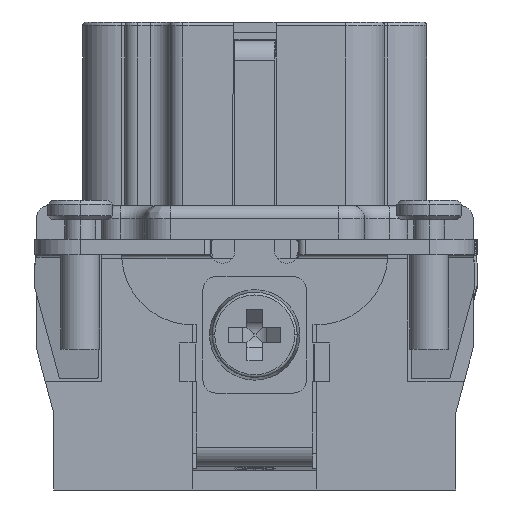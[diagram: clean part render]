
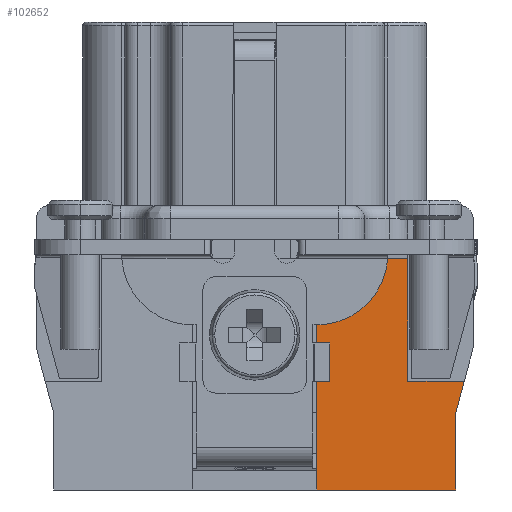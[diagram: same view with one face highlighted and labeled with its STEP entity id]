
A CAD part, front view. The second image highlights one B-rep face of the part: STEP entity #102652.
In plain terms, the highlighted planar face has unit normal (0, -1, 0).
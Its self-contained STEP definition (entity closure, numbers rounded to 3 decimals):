
#377=DIRECTION('',(-1.,0.,0.));
#378=VECTOR('',#377,10.76);
#379=CARTESIAN_POINT('',(15.56,-31.75,-20.6));
#380=LINE('',#379,#378);
#10853=DIRECTION('',(0.,0.,-1.));
#10854=VECTOR('',#10853,17.75);
#10855=CARTESIAN_POINT('',(4.8,-31.75,-2.85));
#10856=LINE('',#10855,#10854);
#10869=DIRECTION('',(0.,0.,-1.));
#10870=VECTOR('',#10869,6.);
#10871=CARTESIAN_POINT('',(15.56,-31.75,-14.6));
#10872=LINE('',#10871,#10870);
#10873=DIRECTION('',(0.,0.,-1.));
#10874=VECTOR('',#10873,9.5);
#10875=CARTESIAN_POINT('',(11.85,-31.75,-2.7));
#10876=LINE('',#10875,#10874);
#10877=DIRECTION('',(1.,0.,0.));
#10878=VECTOR('',#10877,4.353);
#10879=CARTESIAN_POINT('',(11.85,-31.75,-12.2));
#10880=LINE('',#10879,#10878);
#10909=DIRECTION('',(0.259,0.,0.966));
#10910=VECTOR('',#10909,2.485);
#10911=CARTESIAN_POINT('',(15.56,-31.75,-14.6));
#10912=LINE('',#10911,#10910);
#28453=DIRECTION('',(-1.,0.,0.));
#28454=VECTOR('',#28453,7.2);
#28455=CARTESIAN_POINT('',(11.85,-31.75,-2.7));
#28456=LINE('',#28455,#28454);
#28585=CARTESIAN_POINT('',(4.65,-31.75,-2.7));
#28587=DIRECTION('',(0.707,0.,-0.707));
#28588=VECTOR('',#28587,0.212);
#28589=CARTESIAN_POINT('',(4.65,-31.75,-2.7));
#28590=LINE('',#28589,#28588);
#72198=CARTESIAN_POINT('',(4.8,-31.75,-2.85));
#72200=VERTEX_POINT('',#72198);
#72215=VERTEX_POINT('',#28585);
#73500=CARTESIAN_POINT('',(11.85,-31.75,-2.7));
#73502=VERTEX_POINT('',#73500);
#73518=CARTESIAN_POINT('',(11.85,-31.75,-12.2));
#73519=VERTEX_POINT('',#73518);
#73552=CARTESIAN_POINT('',(16.203,-31.75,-12.2));
#73553=VERTEX_POINT('',#73552);
#73996=CARTESIAN_POINT('',(15.56,-31.75,-20.6));
#73997=VERTEX_POINT('',#73996);
#73998=CARTESIAN_POINT('',(4.8,-31.75,-20.6));
#73999=VERTEX_POINT('',#73998);
#74228=CARTESIAN_POINT('',(15.56,-31.75,-14.6));
#74229=VERTEX_POINT('',#74228);
#102631=CARTESIAN_POINT('',(12.,-31.75,1.4));
#102632=DIRECTION('',(0.,-1.,0.));
#102633=DIRECTION('',(1.,0.,0.));
#102634=AXIS2_PLACEMENT_3D('',#102631,#102632,#102633);
#102635=PLANE('',#102634);
#102637=ORIENTED_EDGE('',*,*,#102636,.F.);
#102639=ORIENTED_EDGE('',*,*,#102638,.T.);
#102640=ORIENTED_EDGE('',*,*,#95583,.T.);
#102641=ORIENTED_EDGE('',*,*,#102616,.F.);
#102643=ORIENTED_EDGE('',*,*,#102642,.F.);
#102645=ORIENTED_EDGE('',*,*,#102644,.F.);
#102647=ORIENTED_EDGE('',*,*,#102646,.T.);
#102649=ORIENTED_EDGE('',*,*,#102648,.T.);
#102650=EDGE_LOOP('',(#102637,#102639,#102640,#102641,#102643,#102645,#102647,
#102649));
#102651=FACE_OUTER_BOUND('',#102650,.F.);
#102652=ADVANCED_FACE('',(#102651),#102635,.T.);
#95583=EDGE_CURVE('',#73997,#73999,#380,.T.);
#102616=EDGE_CURVE('',#72200,#73999,#10856,.T.);
#102636=EDGE_CURVE('',#74229,#73553,#10912,.T.);
#102638=EDGE_CURVE('',#74229,#73997,#10872,.T.);
#102642=EDGE_CURVE('',#72215,#72200,#28590,.T.);
#102644=EDGE_CURVE('',#73502,#72215,#28456,.T.);
#102646=EDGE_CURVE('',#73502,#73519,#10876,.T.);
#102648=EDGE_CURVE('',#73519,#73553,#10880,.T.);
